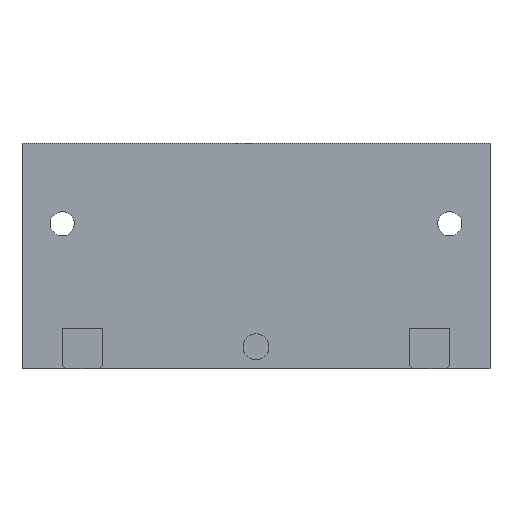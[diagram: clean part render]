
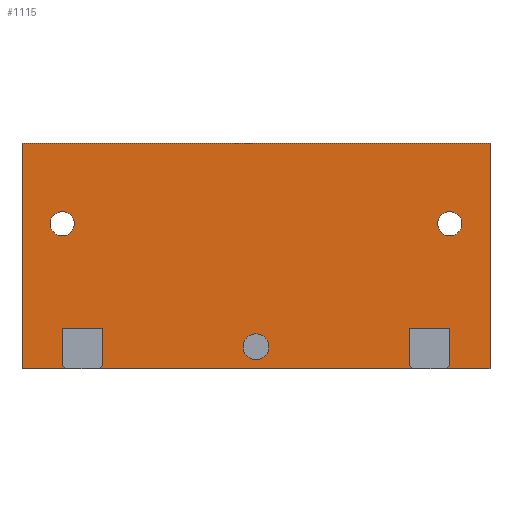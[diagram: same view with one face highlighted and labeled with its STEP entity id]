
A CAD part, front view. The second image highlights one B-rep face of the part: STEP entity #1115.
In plain terms, the highlighted planar face has unit normal (0, -1, 0).
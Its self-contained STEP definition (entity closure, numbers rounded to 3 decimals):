
#45=FACE_BOUND('',#199,.T.);
#46=FACE_BOUND('',#200,.T.);
#47=FACE_BOUND('',#201,.T.);
#76=CIRCLE('',#1210,1.6);
#77=CIRCLE('',#1211,1.6);
#80=CIRCLE('',#1219,1.5);
#81=CIRCLE('',#1220,1.5);
#82=CIRCLE('',#1221,1.5);
#83=CIRCLE('',#1222,1.5);
#131=FACE_OUTER_BOUND('',#198,.T.);
#198=EDGE_LOOP('',(#926,#927,#928,#929,#930,#931,#932,#933,#934,#935,#936,
#937,#938,#939,#940,#941));
#199=EDGE_LOOP('',(#942,#943));
#200=EDGE_LOOP('',(#944,#945));
#201=EDGE_LOOP('',(#946,#947));
#226=LINE('',#1560,#342);
#228=LINE('',#1564,#344);
#231=LINE('',#1570,#347);
#235=LINE('',#1578,#351);
#247=LINE('',#1617,#363);
#249=LINE('',#1622,#365);
#256=LINE('',#1635,#372);
#317=LINE('',#1873,#433);
#322=LINE('',#1881,#438);
#323=LINE('',#1883,#439);
#324=LINE('',#1885,#440);
#325=LINE('',#1887,#441);
#326=LINE('',#1888,#442);
#327=LINE('',#1890,#443);
#328=LINE('',#1892,#444);
#329=LINE('',#1893,#445);
#342=VECTOR('',#1252,10.);
#344=VECTOR('',#1256,10.);
#347=VECTOR('',#1259,10.);
#351=VECTOR('',#1263,10.);
#363=VECTOR('',#1295,10.);
#365=VECTOR('',#1299,10.);
#372=VECTOR('',#1310,10.);
#433=VECTOR('',#1471,10.);
#438=VECTOR('',#1478,10.);
#439=VECTOR('',#1481,10.);
#440=VECTOR('',#1482,10.);
#441=VECTOR('',#1483,10.);
#442=VECTOR('',#1484,10.);
#443=VECTOR('',#1485,10.);
#444=VECTOR('',#1486,10.);
#445=VECTOR('',#1487,10.);
#458=VERTEX_POINT('',#1557);
#459=VERTEX_POINT('',#1559);
#460=VERTEX_POINT('',#1563);
#462=VERTEX_POINT('',#1567);
#463=VERTEX_POINT('',#1569);
#466=VERTEX_POINT('',#1575);
#467=VERTEX_POINT('',#1577);
#484=VERTEX_POINT('',#1615);
#486=VERTEX_POINT('',#1621);
#490=VERTEX_POINT('',#1633);
#541=VERTEX_POINT('',#1855);
#542=VERTEX_POINT('',#1856);
#547=VERTEX_POINT('',#1871);
#549=VERTEX_POINT('',#1879);
#550=VERTEX_POINT('',#1884);
#551=VERTEX_POINT('',#1886);
#552=VERTEX_POINT('',#1889);
#553=VERTEX_POINT('',#1891);
#554=VERTEX_POINT('',#1894);
#555=VERTEX_POINT('',#1895);
#556=VERTEX_POINT('',#1898);
#557=VERTEX_POINT('',#1899);
#565=EDGE_CURVE('',#458,#459,#226,.F.);
#567=EDGE_CURVE('',#458,#460,#228,.T.);
#570=EDGE_CURVE('',#463,#462,#231,.T.);
#574=EDGE_CURVE('',#467,#466,#235,.T.);
#594=EDGE_CURVE('',#484,#462,#247,.F.);
#596=EDGE_CURVE('',#463,#486,#249,.F.);
#603=EDGE_CURVE('',#490,#466,#256,.F.);
#678=EDGE_CURVE('',#541,#542,#76,.T.);
#679=EDGE_CURVE('',#542,#541,#77,.T.);
#686=EDGE_CURVE('',#460,#547,#317,.T.);
#691=EDGE_CURVE('',#547,#549,#322,.T.);
#692=EDGE_CURVE('',#549,#467,#323,.T.);
#693=EDGE_CURVE('',#550,#490,#324,.T.);
#694=EDGE_CURVE('',#551,#550,#325,.T.);
#695=EDGE_CURVE('',#486,#551,#326,.T.);
#696=EDGE_CURVE('',#552,#484,#327,.T.);
#697=EDGE_CURVE('',#553,#552,#328,.T.);
#698=EDGE_CURVE('',#459,#553,#329,.T.);
#699=EDGE_CURVE('',#554,#555,#80,.T.);
#700=EDGE_CURVE('',#555,#554,#81,.T.);
#701=EDGE_CURVE('',#556,#557,#82,.T.);
#702=EDGE_CURVE('',#557,#556,#83,.T.);
#926=ORIENTED_EDGE('',*,*,#567,.T.);
#927=ORIENTED_EDGE('',*,*,#686,.T.);
#928=ORIENTED_EDGE('',*,*,#691,.T.);
#929=ORIENTED_EDGE('',*,*,#692,.T.);
#930=ORIENTED_EDGE('',*,*,#574,.T.);
#931=ORIENTED_EDGE('',*,*,#603,.F.);
#932=ORIENTED_EDGE('',*,*,#693,.F.);
#933=ORIENTED_EDGE('',*,*,#694,.F.);
#934=ORIENTED_EDGE('',*,*,#695,.F.);
#935=ORIENTED_EDGE('',*,*,#596,.F.);
#936=ORIENTED_EDGE('',*,*,#570,.T.);
#937=ORIENTED_EDGE('',*,*,#594,.F.);
#938=ORIENTED_EDGE('',*,*,#696,.F.);
#939=ORIENTED_EDGE('',*,*,#697,.F.);
#940=ORIENTED_EDGE('',*,*,#698,.F.);
#941=ORIENTED_EDGE('',*,*,#565,.F.);
#942=ORIENTED_EDGE('',*,*,#678,.T.);
#943=ORIENTED_EDGE('',*,*,#679,.T.);
#944=ORIENTED_EDGE('',*,*,#699,.T.);
#945=ORIENTED_EDGE('',*,*,#700,.T.);
#946=ORIENTED_EDGE('',*,*,#701,.T.);
#947=ORIENTED_EDGE('',*,*,#702,.T.);
#1064=PLANE('',#1218);
#1115=ADVANCED_FACE('',(#131,#45,#46,#47),#1064,.T.);
#1210=AXIS2_PLACEMENT_3D('',#1857,#1453,#1454);
#1211=AXIS2_PLACEMENT_3D('',#1858,#1455,#1456);
#1218=AXIS2_PLACEMENT_3D('',#1882,#1479,#1480);
#1219=AXIS2_PLACEMENT_3D('',#1896,#1488,#1489);
#1220=AXIS2_PLACEMENT_3D('',#1897,#1490,#1491);
#1221=AXIS2_PLACEMENT_3D('',#1900,#1492,#1493);
#1222=AXIS2_PLACEMENT_3D('',#1901,#1494,#1495);
#1252=DIRECTION('',(-0.707,0.,-0.707));
#1256=DIRECTION('',(1.,0.,0.));
#1259=DIRECTION('',(1.,0.,0.));
#1263=DIRECTION('',(1.,0.,0.));
#1295=DIRECTION('',(-0.707,0.,0.707));
#1299=DIRECTION('',(-0.707,0.,-0.707));
#1310=DIRECTION('',(-0.707,0.,0.707));
#1453=DIRECTION('center_axis',(0.,1.,0.));
#1454=DIRECTION('ref_axis',(1.,0.,0.));
#1455=DIRECTION('center_axis',(0.,1.,0.));
#1456=DIRECTION('ref_axis',(1.,0.,0.));
#1471=DIRECTION('',(0.,0.,1.));
#1478=DIRECTION('',(-1.,0.,0.));
#1479=DIRECTION('center_axis',(0.,-1.,0.));
#1480=DIRECTION('ref_axis',(0.,0.,-1.));
#1481=DIRECTION('',(0.,0.,-1.));
#1482=DIRECTION('',(0.,0.,-1.));
#1483=DIRECTION('',(-1.,0.,0.));
#1484=DIRECTION('',(0.,0.,1.));
#1485=DIRECTION('',(0.,0.,-1.));
#1486=DIRECTION('',(-1.,0.,0.));
#1487=DIRECTION('',(0.,0.,1.));
#1488=DIRECTION('center_axis',(0.,1.,0.));
#1489=DIRECTION('ref_axis',(-1.,0.,0.));
#1490=DIRECTION('center_axis',(0.,1.,0.));
#1491=DIRECTION('ref_axis',(-1.,0.,0.));
#1492=DIRECTION('center_axis',(0.,1.,0.));
#1493=DIRECTION('ref_axis',(-1.,0.,0.));
#1494=DIRECTION('center_axis',(0.,1.,0.));
#1495=DIRECTION('ref_axis',(-1.,0.,0.));
#1557=CARTESIAN_POINT('',(23.6,-82.,0.));
#1559=CARTESIAN_POINT('',(24.,-82.,0.4));
#1560=CARTESIAN_POINT('',(21.3,-82.,-2.3));
#1563=CARTESIAN_POINT('',(29.,-82.,0.));
#1564=CARTESIAN_POINT('',(24.,-82.,0.));
#1567=CARTESIAN_POINT('',(19.4,-82.,0.));
#1569=CARTESIAN_POINT('',(-19.4,-82.,0.));
#1570=CARTESIAN_POINT('',(-19.,-82.,0.));
#1575=CARTESIAN_POINT('',(-23.6,-82.,0.));
#1577=CARTESIAN_POINT('',(-29.,-82.,0.));
#1578=CARTESIAN_POINT('',(-29.,-82.,0.));
#1615=CARTESIAN_POINT('',(19.,-82.,0.4));
#1617=CARTESIAN_POINT('',(10.95,-82.,8.45));
#1621=CARTESIAN_POINT('',(-19.,-82.,0.4));
#1622=CARTESIAN_POINT('',(-10.95,-82.,8.45));
#1633=CARTESIAN_POINT('',(-24.,-82.,0.4));
#1635=CARTESIAN_POINT('',(-21.3,-82.,-2.3));
#1855=CARTESIAN_POINT('',(1.6,-82.,2.75));
#1856=CARTESIAN_POINT('',(-1.6,-82.,2.75));
#1857=CARTESIAN_POINT('Origin',(0.,-82.,2.75));
#1858=CARTESIAN_POINT('Origin',(0.,-82.,2.75));
#1871=CARTESIAN_POINT('',(29.,-82.,28.));
#1873=CARTESIAN_POINT('',(29.,-82.,0.));
#1879=CARTESIAN_POINT('',(-29.,-82.,28.));
#1881=CARTESIAN_POINT('',(29.,-82.,28.));
#1882=CARTESIAN_POINT('Origin',(0.,-82.,14.));
#1883=CARTESIAN_POINT('',(-29.,-82.,28.));
#1884=CARTESIAN_POINT('',(-24.,-82.,5.));
#1885=CARTESIAN_POINT('',(-24.,-82.,9.5));
#1886=CARTESIAN_POINT('',(-19.,-82.,5.));
#1887=CARTESIAN_POINT('',(-9.5,-82.,5.));
#1888=CARTESIAN_POINT('',(-19.,-82.,7.));
#1889=CARTESIAN_POINT('',(19.,-82.,5.));
#1890=CARTESIAN_POINT('',(19.,-82.,9.5));
#1891=CARTESIAN_POINT('',(24.,-82.,5.));
#1892=CARTESIAN_POINT('',(12.,-82.,5.));
#1893=CARTESIAN_POINT('',(24.,-82.,7.));
#1894=CARTESIAN_POINT('',(-22.5,-82.,18.));
#1895=CARTESIAN_POINT('',(-25.5,-82.,18.));
#1896=CARTESIAN_POINT('Origin',(-24.,-82.,18.));
#1897=CARTESIAN_POINT('Origin',(-24.,-82.,18.));
#1898=CARTESIAN_POINT('',(25.5,-82.,18.));
#1899=CARTESIAN_POINT('',(22.5,-82.,18.));
#1900=CARTESIAN_POINT('Origin',(24.,-82.,18.));
#1901=CARTESIAN_POINT('Origin',(24.,-82.,18.));
